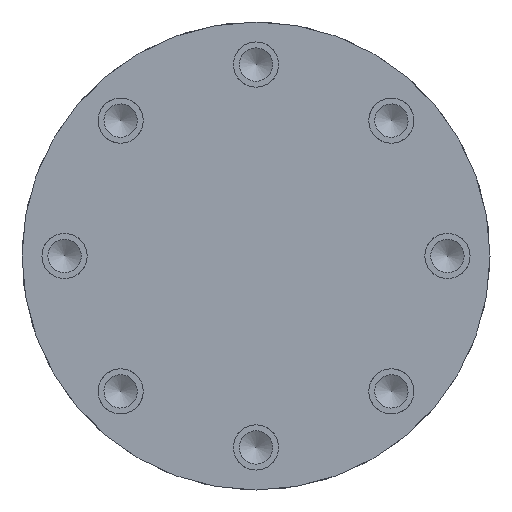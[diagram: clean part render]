
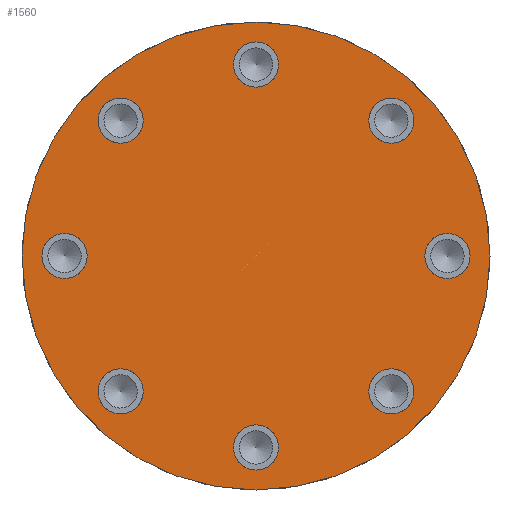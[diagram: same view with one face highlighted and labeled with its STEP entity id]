
A CAD part, front view. The second image highlights one B-rep face of the part: STEP entity #1560.
In plain terms, the highlighted planar face has unit normal (0, -1, 0).
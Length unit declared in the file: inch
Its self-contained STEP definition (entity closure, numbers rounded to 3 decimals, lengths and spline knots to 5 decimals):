
#67=FACE_BOUND('',#276,.T.);
#68=FACE_BOUND('',#277,.T.);
#69=FACE_BOUND('',#278,.T.);
#70=FACE_BOUND('',#279,.T.);
#71=FACE_BOUND('',#280,.T.);
#72=FACE_BOUND('',#281,.T.);
#73=FACE_BOUND('',#282,.T.);
#74=FACE_BOUND('',#283,.T.);
#161=PLANE('',#1758);
#179=FACE_OUTER_BOUND('',#275,.T.);
#275=EDGE_LOOP('',(#1122));
#276=EDGE_LOOP('',(#1123));
#277=EDGE_LOOP('',(#1124));
#278=EDGE_LOOP('',(#1125));
#279=EDGE_LOOP('',(#1126));
#280=EDGE_LOOP('',(#1127));
#281=EDGE_LOOP('',(#1128));
#282=EDGE_LOOP('',(#1129));
#283=EDGE_LOOP('',(#1130));
#605=CIRCLE('',#1732,0.133);
#607=CIRCLE('',#1735,0.133);
#609=CIRCLE('',#1738,0.133);
#611=CIRCLE('',#1741,0.133);
#613=CIRCLE('',#1744,0.133);
#615=CIRCLE('',#1747,0.133);
#617=CIRCLE('',#1750,0.133);
#619=CIRCLE('',#1753,0.133);
#621=CIRCLE('',#1756,1.375);
#731=VERTEX_POINT('',#2481);
#733=VERTEX_POINT('',#2487);
#735=VERTEX_POINT('',#2493);
#737=VERTEX_POINT('',#2499);
#739=VERTEX_POINT('',#2505);
#741=VERTEX_POINT('',#2511);
#743=VERTEX_POINT('',#2517);
#745=VERTEX_POINT('',#2523);
#747=VERTEX_POINT('',#2529);
#874=EDGE_CURVE('',#731,#731,#605,.T.);
#877=EDGE_CURVE('',#733,#733,#607,.T.);
#880=EDGE_CURVE('',#735,#735,#609,.T.);
#883=EDGE_CURVE('',#737,#737,#611,.T.);
#886=EDGE_CURVE('',#739,#739,#613,.T.);
#889=EDGE_CURVE('',#741,#741,#615,.T.);
#892=EDGE_CURVE('',#743,#743,#617,.T.);
#895=EDGE_CURVE('',#745,#745,#619,.T.);
#898=EDGE_CURVE('',#747,#747,#621,.T.);
#1122=ORIENTED_EDGE('',*,*,#898,.F.);
#1123=ORIENTED_EDGE('',*,*,#874,.T.);
#1124=ORIENTED_EDGE('',*,*,#877,.T.);
#1125=ORIENTED_EDGE('',*,*,#880,.T.);
#1126=ORIENTED_EDGE('',*,*,#883,.T.);
#1127=ORIENTED_EDGE('',*,*,#886,.T.);
#1128=ORIENTED_EDGE('',*,*,#889,.T.);
#1129=ORIENTED_EDGE('',*,*,#892,.T.);
#1130=ORIENTED_EDGE('',*,*,#895,.T.);
#1560=ADVANCED_FACE('',(#179,#67,#68,#69,#70,#71,#72,#73,#74),#161,.F.);
#1732=AXIS2_PLACEMENT_3D('',#2483,#1960,#1961);
#1735=AXIS2_PLACEMENT_3D('',#2489,#1967,#1968);
#1738=AXIS2_PLACEMENT_3D('',#2495,#1974,#1975);
#1741=AXIS2_PLACEMENT_3D('',#2501,#1981,#1982);
#1744=AXIS2_PLACEMENT_3D('',#2507,#1988,#1989);
#1747=AXIS2_PLACEMENT_3D('',#2513,#1995,#1996);
#1750=AXIS2_PLACEMENT_3D('',#2519,#2002,#2003);
#1753=AXIS2_PLACEMENT_3D('',#2525,#2009,#2010);
#1756=AXIS2_PLACEMENT_3D('',#2531,#2016,#2017);
#1758=AXIS2_PLACEMENT_3D('',#2533,#2020,#2021);
#1960=DIRECTION('center_axis',(0.,1.,0.));
#1961=DIRECTION('ref_axis',(0.707,0.,0.707));
#1967=DIRECTION('center_axis',(0.,1.,0.));
#1968=DIRECTION('ref_axis',(0.,0.,1.));
#1974=DIRECTION('center_axis',(0.,1.,0.));
#1975=DIRECTION('ref_axis',(-0.707,0.,0.707));
#1981=DIRECTION('center_axis',(0.,1.,0.));
#1982=DIRECTION('ref_axis',(-1.,0.,0.));
#1988=DIRECTION('center_axis',(0.,1.,0.));
#1989=DIRECTION('ref_axis',(-0.707,0.,-0.707));
#1995=DIRECTION('center_axis',(0.,1.,0.));
#1996=DIRECTION('ref_axis',(0.,0.,-1.));
#2002=DIRECTION('center_axis',(0.,1.,0.));
#2003=DIRECTION('ref_axis',(0.707,0.,-0.707));
#2009=DIRECTION('center_axis',(0.,1.,0.));
#2010=DIRECTION('ref_axis',(1.,0.,0.));
#2016=DIRECTION('center_axis',(0.,1.,0.));
#2017=DIRECTION('ref_axis',(-1.,0.,0.));
#2020=DIRECTION('center_axis',(0.,1.,0.));
#2021=DIRECTION('ref_axis',(0.,0.,1.));
#2481=CARTESIAN_POINT('',(0.70145,0.,-0.88954));
#2483=CARTESIAN_POINT('Origin',(0.7955,0.,-0.7955));
#2487=CARTESIAN_POINT('',(1.125,0.,-0.133));
#2489=CARTESIAN_POINT('Origin',(1.125,0.,0.));
#2493=CARTESIAN_POINT('',(0.88954,0.,0.70145));
#2495=CARTESIAN_POINT('Origin',(0.7955,0.,0.7955));
#2499=CARTESIAN_POINT('',(0.133,0.,1.125));
#2501=CARTESIAN_POINT('Origin',(0.,0.,1.125));
#2505=CARTESIAN_POINT('',(-0.70145,0.,0.88954));
#2507=CARTESIAN_POINT('Origin',(-0.7955,0.,0.7955));
#2511=CARTESIAN_POINT('',(-1.125,0.,0.133));
#2513=CARTESIAN_POINT('Origin',(-1.125,0.,0.));
#2517=CARTESIAN_POINT('',(-0.88954,0.,-0.70145));
#2519=CARTESIAN_POINT('Origin',(-0.7955,0.,-0.7955));
#2523=CARTESIAN_POINT('',(-0.133,0.,-1.125));
#2525=CARTESIAN_POINT('Origin',(0.,0.,-1.125));
#2529=CARTESIAN_POINT('',(1.375,0.,0.));
#2531=CARTESIAN_POINT('Origin',(0.,0.,0.));
#2533=CARTESIAN_POINT('Origin',(0.,0.,0.));
